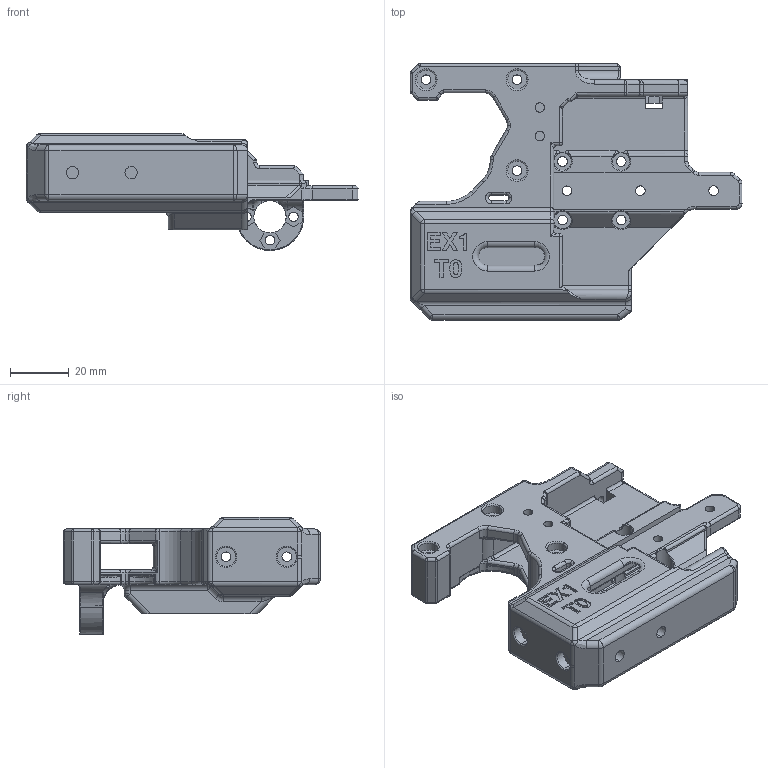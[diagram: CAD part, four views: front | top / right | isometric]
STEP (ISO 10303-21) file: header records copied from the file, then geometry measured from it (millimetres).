
FILE_DESCRIPTION (( 'STEP AP214' ), '1' );
FILE_NAME ('Left.STEP', '2024-10-12T22:17:10', ( '' ), ( '' ), 'SwSTEP 2.0', 'SolidWorks 2024', '' );
FILE_SCHEMA (( 'AUTOMOTIVE_DESIGN' ));
Length unit declared in the file: millimetre
Products named in the file (1): Left
Bounding box: 113.18 x 87.55 x 39.9 mm (x, y, z)
Volume: 84348.8 mm3; surface area: 31628.2 mm2
Topology: 1 solids, 1 shells, 797 faces, 1982 edges, 1132 vertices
Faces by surface type: cylinder 320, plane 200, bspline 117, torus 114, sphere 46
Entity records: 26758 total; most frequent: CARTESIAN_POINT 8918, ORIENTED_EDGE 3842, DIRECTION 3669, EDGE_CURVE 1921, AXIS2_PLACEMENT_3D 1406, VERTEX_POINT 1132, LINE 857, VECTOR 857
